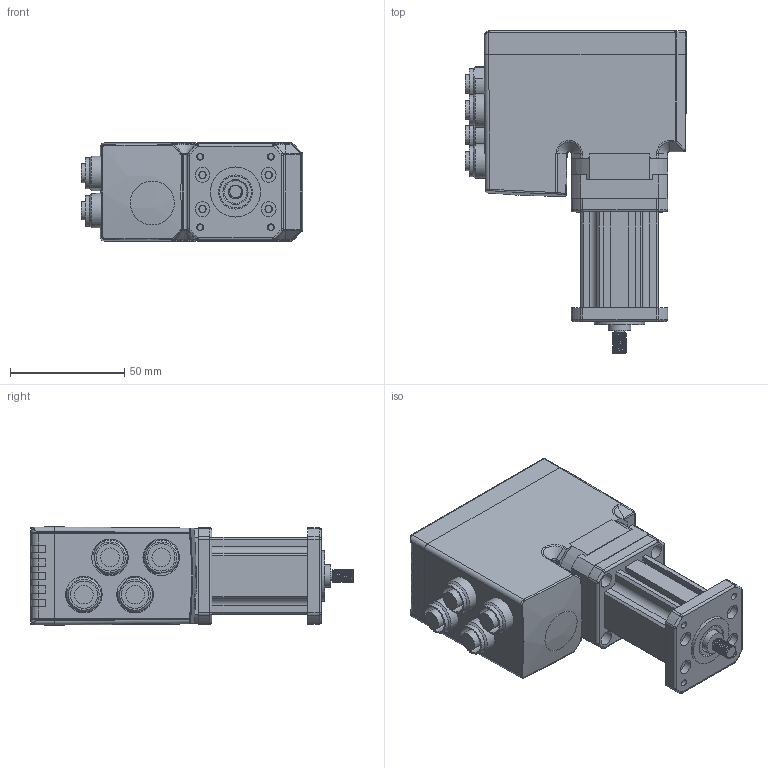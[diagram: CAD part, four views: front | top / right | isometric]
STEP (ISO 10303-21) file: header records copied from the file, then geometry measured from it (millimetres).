
FILE_DESCRIPTION(/* description */ ('Unknown'),/* implementation_level */ '2;1');
FILE_NAME(/* name */ 'MIL171SCx-xxxxS6D',/* time_stamp */ '2023-05-08T13:30:47+02:00',/* author */ ('Unknown'),/* organization */ ('Unknown'),/* preprocessor_version */ 'ST-DEVELOPER v16.7',/* originating_system */ 'Solid Edge',/* authorisation */ 'Unknown');
FILE_SCHEMA (('AUTOMOTIVE_DESIGN {1 0 10303 214 3 1 1}'));
Length unit declared in the file: millimetre
Products named in the file (1): MIL171SCx-xxxxS6D 42,052 1
Bounding box: 96.94 x 141.55 x 43.06 mm (x, y, z)
Volume: 298920.1 mm3; surface area: 58146.2 mm2
Topology: 1 solids, 10 shells, 610 faces, 1504 edges, 951 vertices
Faces by surface type: plane 281, cylinder 220, bspline 45, cone 31, torus 29, sphere 4
Full cylindrical faces by diameter (mm): 2 x2, 2.5 x4, 3 x8, 3.2 x8, 3.3 x2, 4 x1, 6.35 x1, 6.5 x8, 7.5 x1, 7.96 x1, 8 x3, 8.2 x4, 8.3 x1, 9 x1, 10 x3, 12 x4, 13.5 x4, 13.9 x2, 14 x1, 15 x1, 15.5 x3, 16 x4, 19.27 x1, 20 x2, 22 x3, 31.8 x1
Entity records: 23588 total; most frequent: CARTESIAN_POINT 5752, DIRECTION 2773, ORIENTED_EDGE 2678, EDGE_CURVE 1340, AXIS2_PLACEMENT_3D 1052, VERTEX_POINT 897, FACE_BOUND 785, EDGE_LOOP 783
